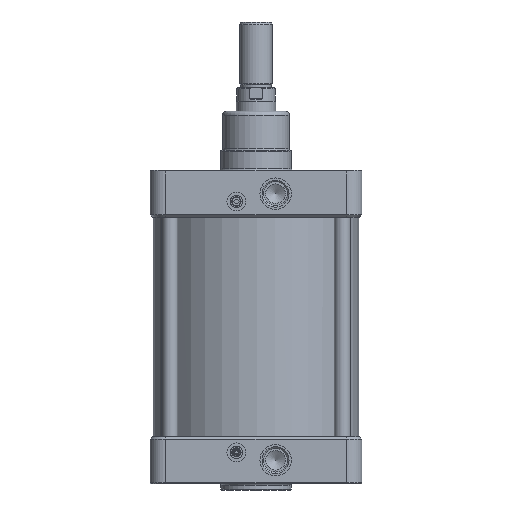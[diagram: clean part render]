
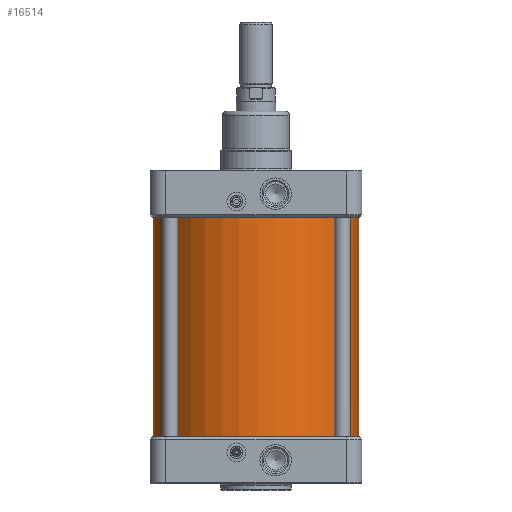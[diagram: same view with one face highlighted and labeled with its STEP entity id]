
A CAD part, front view. The second image highlights one B-rep face of the part: STEP entity #16514.
In plain terms, the highlighted cylindrical face has radius 131 mm (diameter 262 mm), a full revolution.
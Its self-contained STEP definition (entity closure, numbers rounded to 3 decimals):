
#1092=CARTESIAN_POINT('',(131.0,0.,-140.0));
#1093=VERTEX_POINT('',#1092);
#1094=CARTESIAN_POINT('',(0.0,0.0,-140.0));
#1095=DIRECTION('',(0.0,0.0,1.0));
#1096=DIRECTION('',(-1.0,0.0,0.0));
#1097=AXIS2_PLACEMENT_3D('',#1094,#1095,#1096);
#1098=CIRCLE('',#1097,131.0);
#1099=EDGE_CURVE('',#1093,#1093,#1098,.T.);
#16495=CARTESIAN_POINT('',(0.0,0.0,0.0));
#16496=DIRECTION('',(0.0,0.0,1.0));
#16497=DIRECTION('',(-1.0,0.0,0.0));
#16498=AXIS2_PLACEMENT_3D('',#16495,#16496,#16497);
#16499=CYLINDRICAL_SURFACE('',#16498,131.0);
#16500=ORIENTED_EDGE('',*,*,#1099,.T.);
#16501=EDGE_LOOP('',(#16500));
#16502=FACE_OUTER_BOUND('',#16501,.T.);
#16503=CARTESIAN_POINT('',(1.,-130.996,140.0));
#16504=VERTEX_POINT('',#16503);
#16505=CARTESIAN_POINT('',(0.0,0.0,140.0));
#16506=DIRECTION('',(0.0,0.0,-1.0));
#16507=DIRECTION('',(-1.0,0.0,0.0));
#16508=AXIS2_PLACEMENT_3D('',#16505,#16506,#16507);
#16509=CIRCLE('',#16508,131.0);
#16510=EDGE_CURVE('',#16504,#16504,#16509,.T.);
#16511=ORIENTED_EDGE('',*,*,#16510,.T.);
#16512=EDGE_LOOP('',(#16511));
#16513=FACE_BOUND('',#16512,.T.);
#16514=ADVANCED_FACE('',(#16502,#16513),#16499,.T.);
